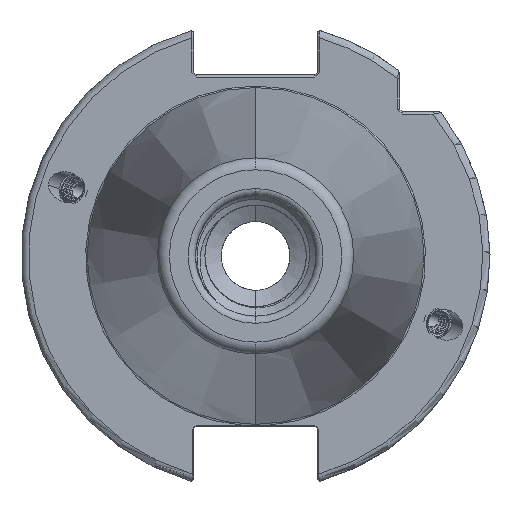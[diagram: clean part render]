
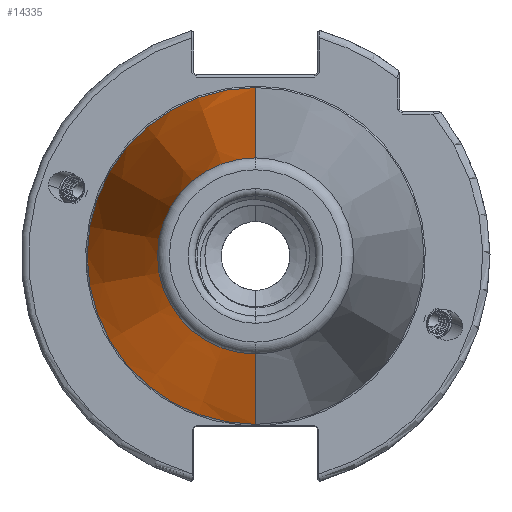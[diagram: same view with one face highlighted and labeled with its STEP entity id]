
A CAD part, left-side view. The second image highlights one B-rep face of the part: STEP entity #14335.
In plain terms, the highlighted conical face has half-angle 8.297 degrees and reference radius 35.392 mm.
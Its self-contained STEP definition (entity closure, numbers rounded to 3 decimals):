
#1245 = DIRECTION ( 'NONE',  ( 0., 0., 1. ) ) ;
#1263 = CARTESIAN_POINT ( 'NONE',  ( -102.811, 0., 0. ) ) ;
#1265 = DIRECTION ( 'NONE',  ( 1., 0., 0. ) ) ;
#2322 = DIRECTION ( 'NONE',  ( 0.99, 0., 0.144 ) ) ;
#2333 = CARTESIAN_POINT ( 'NONE',  ( 0., 0., 35.392 ) ) ;
#3497 = CARTESIAN_POINT ( 'NONE',  ( -102.811, 0., 20.399 ) ) ;
#3502 = CARTESIAN_POINT ( 'NONE',  ( -102.811, 0., -20.399 ) ) ;
#3692 = CARTESIAN_POINT ( 'NONE',  ( -2.5, 0., -35.027 ) ) ;
#3700 = CARTESIAN_POINT ( 'NONE',  ( -2.5, 35.027, 0. ) ) ;
#3729 = CARTESIAN_POINT ( 'NONE',  ( -2.5, 0., 35.027 ) ) ;
#4064 = DIRECTION ( 'NONE',  ( 0., 1., 0. ) ) ;
#4072 = CARTESIAN_POINT ( 'NONE',  ( -2.5, 0., 0. ) ) ;
#4085 = DIRECTION ( 'NONE',  ( 1., 0., 0. ) ) ;
#4106 = DIRECTION ( 'NONE',  ( 0.99, 0., -0.144 ) ) ;
#4117 = CARTESIAN_POINT ( 'NONE',  ( 0., 0., -35.392 ) ) ;
#4244 = CARTESIAN_POINT ( 'NONE',  ( -2.5, 0., 0. ) ) ;
#4254 = DIRECTION ( 'NONE',  ( 1., 0., 0. ) ) ;
#4267 = DIRECTION ( 'NONE',  ( 0., 1., 0. ) ) ;
#4663 = AXIS2_PLACEMENT_3D ( 'NONE', #8892, #8902, #8908 ) ;
#4728 = AXIS2_PLACEMENT_3D ( 'NONE', #1263, #1265, #1245 ) ;
#4743 = AXIS2_PLACEMENT_3D ( 'NONE', #4072, #4085, #4064 ) ;
#4748 = AXIS2_PLACEMENT_3D ( 'NONE', #4244, #4254, #4267 ) ;
#8892 = CARTESIAN_POINT ( 'NONE',  ( 0., 0., 0. ) ) ;
#8902 = DIRECTION ( 'NONE',  ( 1., 0., 0. ) ) ;
#8908 = DIRECTION ( 'NONE',  ( 0., 0., -1. ) ) ;
#9909 = LINE ( 'NONE', #2333, #9929 ) ;
#9929 = VECTOR ( 'NONE', #2322, 1000. ) ;
#9935 = CIRCLE ( 'NONE', #4728, 20.399 ) ;
#9957 = CIRCLE ( 'NONE', #4743, 35.027 ) ;
#10005 = CIRCLE ( 'NONE', #4748, 35.027 ) ;
#10008 = LINE ( 'NONE', #4117, #10040 ) ;
#10040 = VECTOR ( 'NONE', #4106, 1000. ) ;
#10381 = CONICAL_SURFACE ( 'NONE', #4663, 35.392, 0.145 ) ;
#10385 = FACE_OUTER_BOUND ( 'NONE', #28569, .T. ) ;
#14335 = ADVANCED_FACE ( 'NONE', ( #10385 ), #10381, .T. ) ;
#20979 = EDGE_CURVE ( 'NONE', #22759, #22772, #9935, .T. ) ;
#21016 = EDGE_CURVE ( 'NONE', #22772, #28076, #9909, .T. ) ;
#21073 = EDGE_CURVE ( 'NONE', #28100, #28093, #9957, .T. ) ;
#21086 = EDGE_CURVE ( 'NONE', #22759, #28100, #10008, .T. ) ;
#21117 = EDGE_CURVE ( 'NONE', #28093, #28076, #10005, .T. ) ;
#21281 = ORIENTED_EDGE ( 'NONE', *, *, #21073, .F. ) ;
#21289 = ORIENTED_EDGE ( 'NONE', *, *, #21086, .F. ) ;
#21297 = ORIENTED_EDGE ( 'NONE', *, *, #21016, .T. ) ;
#21309 = ORIENTED_EDGE ( 'NONE', *, *, #20979, .T. ) ;
#21310 = ORIENTED_EDGE ( 'NONE', *, *, #21117, .F. ) ;
#22759 = VERTEX_POINT ( 'NONE', #3502 ) ;
#22772 = VERTEX_POINT ( 'NONE', #3497 ) ;
#28076 = VERTEX_POINT ( 'NONE', #3729 ) ;
#28093 = VERTEX_POINT ( 'NONE', #3700 ) ;
#28100 = VERTEX_POINT ( 'NONE', #3692 ) ;
#28569 = EDGE_LOOP ( 'NONE', ( #21309, #21297, #21310, #21281, #21289 ) ) ;
